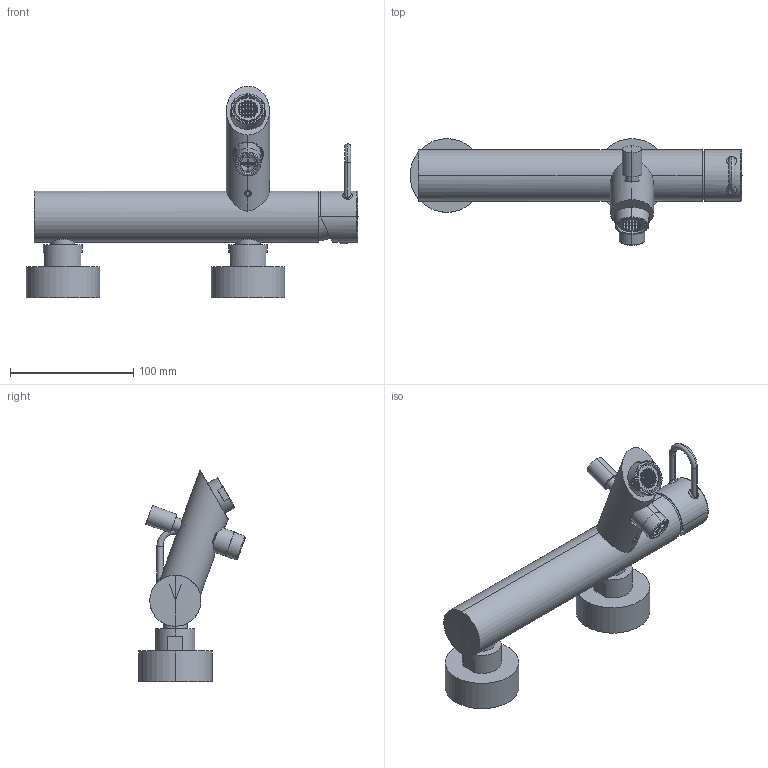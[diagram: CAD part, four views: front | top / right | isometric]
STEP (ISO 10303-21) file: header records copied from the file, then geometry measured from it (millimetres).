
FILE_DESCRIPTION((''),'2;1');
FILE_NAME('JK022CR','2021-02-02T13:53:47',('ut3'),('PAFFONI SpA'),'CREO PARAMETRIC BY PTC INC, 2020044','CREO PARAMETRIC BY PTC INC, 2020044','');
FILE_SCHEMA(('CONFIG_CONTROL_DESIGN','SHAPE_APPEARANCE_LAYERS_GROUPS'));
Length unit declared in the file: millimetre
Products named in the file (1): JK022CR
Bounding box: 269.01 x 86.62 x 171.48 mm (x, y, z)
Volume: 411143.7 mm3; surface area: 148032.5 mm2
Topology: 3 solids, 4 shells, 2971 faces, 8360 edges, 5420 vertices
Faces by surface type: plane 2207, cylinder 460, torus 139, cone 135, bspline 18, sphere 12
Entity records: 132143 total; most frequent: CARTESIAN_POINT 32092, ORIENTED_EDGE 16664, DIRECTION 16062, EDGE_CURVE 8332, VECTOR 5436, LINE 5436, VERTEX_POINT 5420, AXIS2_PLACEMENT_3D 5313
